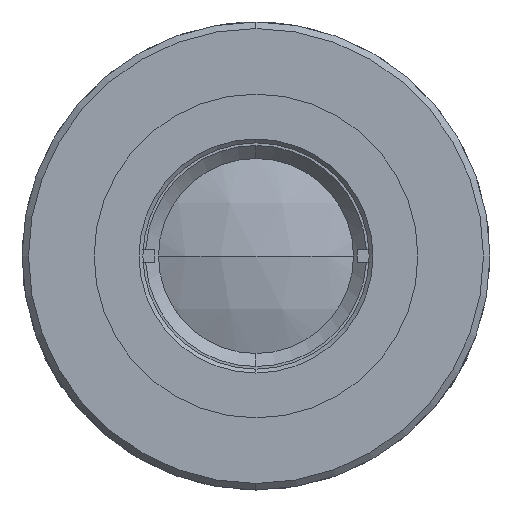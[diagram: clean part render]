
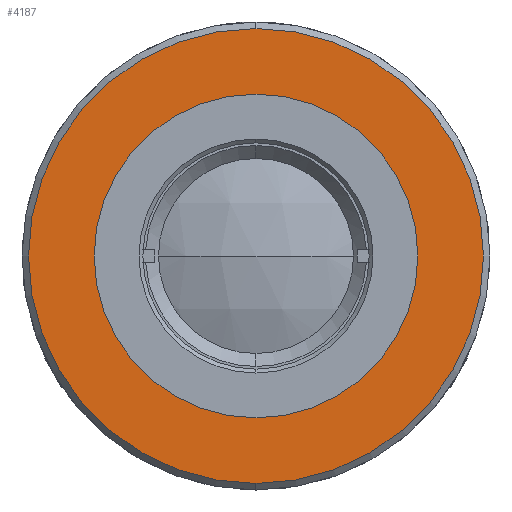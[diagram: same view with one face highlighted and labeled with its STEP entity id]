
A CAD part, left-side view. The second image highlights one B-rep face of the part: STEP entity #4187.
In plain terms, the highlighted planar face has unit normal (-1, 0, 0).
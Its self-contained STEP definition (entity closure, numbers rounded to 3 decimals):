
#21 = DIRECTION ( 'NONE',  ( 0., 0., -1. ) ) ;
#114 = ORIENTED_EDGE ( 'NONE', *, *, #1197, .F. ) ;
#255 = DIRECTION ( 'NONE',  ( -1., 0., 0. ) ) ;
#275 = DIRECTION ( 'NONE',  ( 0., 0., 1. ) ) ;
#375 = DIRECTION ( 'NONE',  ( -1., 0., 0. ) ) ;
#474 = EDGE_LOOP ( 'NONE', ( #2844, #3695 ) ) ;
#543 = VERTEX_POINT ( 'NONE', #717 ) ;
#615 = PLANE ( 'NONE',  #1515 ) ;
#617 = EDGE_LOOP ( 'NONE', ( #3291, #114 ) ) ;
#661 = VERTEX_POINT ( 'NONE', #4150 ) ;
#717 = CARTESIAN_POINT ( 'NONE',  ( -5.003, 0., 17.5 ) ) ;
#736 = AXIS2_PLACEMENT_3D ( 'NONE', #1130, #375, #21 ) ;
#744 = AXIS2_PLACEMENT_3D ( 'NONE', #3432, #4482, #4548 ) ;
#947 = VERTEX_POINT ( 'NONE', #2198 ) ;
#999 = DIRECTION ( 'NONE',  ( 0., 0., -1. ) ) ;
#1130 = CARTESIAN_POINT ( 'NONE',  ( -5.003, 0., 0. ) ) ;
#1197 = EDGE_CURVE ( 'NONE', #661, #4516, #4660, .T. ) ;
#1240 = CARTESIAN_POINT ( 'NONE',  ( -5.003, 0., 0. ) ) ;
#1406 = CARTESIAN_POINT ( 'NONE',  ( -5.003, 18., 0. ) ) ;
#1515 = AXIS2_PLACEMENT_3D ( 'NONE', #1406, #1813, #999 ) ;
#1618 = EDGE_CURVE ( 'NONE', #947, #543, #3808, .T. ) ;
#1813 = DIRECTION ( 'NONE',  ( 1., 0., 0. ) ) ;
#2198 = CARTESIAN_POINT ( 'NONE',  ( -5.003, 0., -17.5 ) ) ;
#2688 = DIRECTION ( 'NONE',  ( -1., 0., 0. ) ) ;
#2800 = CIRCLE ( 'NONE', #744, 12.45 ) ;
#2844 = ORIENTED_EDGE ( 'NONE', *, *, #1618, .T. ) ;
#2879 = AXIS2_PLACEMENT_3D ( 'NONE', #4276, #255, #275 ) ;
#2958 = AXIS2_PLACEMENT_3D ( 'NONE', #1240, #2688, #4502 ) ;
#3223 = FACE_BOUND ( 'NONE', #617, .T. ) ;
#3230 = EDGE_CURVE ( 'NONE', #4516, #661, #2800, .T. ) ;
#3291 = ORIENTED_EDGE ( 'NONE', *, *, #3230, .F. ) ;
#3432 = CARTESIAN_POINT ( 'NONE',  ( -5.003, 0., 0. ) ) ;
#3566 = EDGE_CURVE ( 'NONE', #543, #947, #3796, .T. ) ;
#3695 = ORIENTED_EDGE ( 'NONE', *, *, #3566, .T. ) ;
#3796 = CIRCLE ( 'NONE', #736, 17.5 ) ;
#3808 = CIRCLE ( 'NONE', #2958, 17.5 ) ;
#4150 = CARTESIAN_POINT ( 'NONE',  ( -5.003, 0., -12.45 ) ) ;
#4187 = ADVANCED_FACE ( 'NONE', ( #4285, #3223 ), #615, .F. ) ;
#4276 = CARTESIAN_POINT ( 'NONE',  ( -5.003, 0., 0. ) ) ;
#4285 = FACE_OUTER_BOUND ( 'NONE', #474, .T. ) ;
#4482 = DIRECTION ( 'NONE',  ( -1., 0., 0. ) ) ;
#4502 = DIRECTION ( 'NONE',  ( 0., 0., -1. ) ) ;
#4516 = VERTEX_POINT ( 'NONE', #4670 ) ;
#4548 = DIRECTION ( 'NONE',  ( 0., 0., 1. ) ) ;
#4660 = CIRCLE ( 'NONE', #2879, 12.45 ) ;
#4670 = CARTESIAN_POINT ( 'NONE',  ( -5.003, 0., 12.45 ) ) ;
